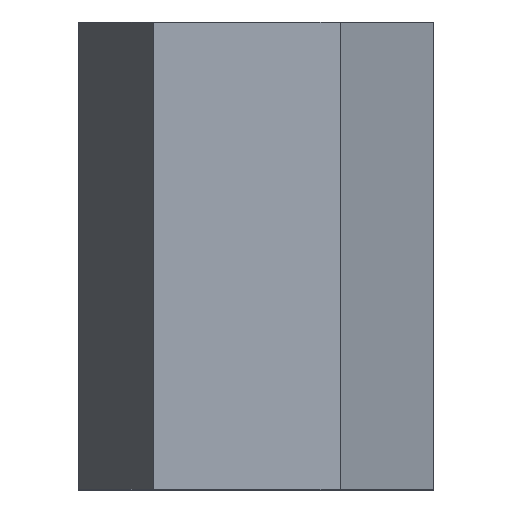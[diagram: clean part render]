
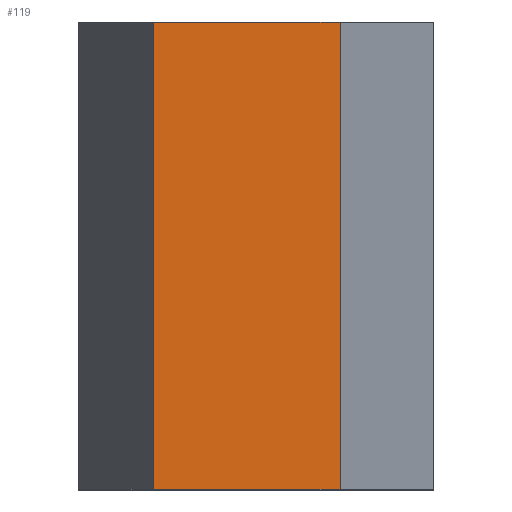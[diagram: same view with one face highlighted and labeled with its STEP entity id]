
A CAD part, top view. The second image highlights one B-rep face of the part: STEP entity #119.
In plain terms, the highlighted planar face has unit normal (0, 0, 1).
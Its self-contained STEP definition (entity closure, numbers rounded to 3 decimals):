
#94 = VERTEX_POINT('',#95);
#95 = CARTESIAN_POINT('',(2.5,-5.,10.));
#101 = EDGE_CURVE('',#102,#94,#104,.T.);
#102 = VERTEX_POINT('',#103);
#103 = CARTESIAN_POINT('',(2.5,5.,10.));
#104 = LINE('',#105,#106);
#105 = CARTESIAN_POINT('',(2.5,5.,10.));
#106 = VECTOR('',#107,1.);
#107 = DIRECTION('',(0.,-1.,0.));
#119 = ADVANCED_FACE('',(#120),#145,.F.);
#120 = FACE_BOUND('',#121,.F.);
#121 = EDGE_LOOP('',(#122,#123,#131,#139));
#122 = ORIENTED_EDGE('',*,*,#101,.T.);
#123 = ORIENTED_EDGE('',*,*,#124,.T.);
#124 = EDGE_CURVE('',#94,#125,#127,.T.);
#125 = VERTEX_POINT('',#126);
#126 = CARTESIAN_POINT('',(-1.5,-5.,10.));
#127 = LINE('',#128,#129);
#128 = CARTESIAN_POINT('',(2.5,-5.,10.));
#129 = VECTOR('',#130,1.);
#130 = DIRECTION('',(-1.,0.,0.));
#131 = ORIENTED_EDGE('',*,*,#132,.F.);
#132 = EDGE_CURVE('',#133,#125,#135,.T.);
#133 = VERTEX_POINT('',#134);
#134 = CARTESIAN_POINT('',(-1.5,5.,10.));
#135 = LINE('',#136,#137);
#136 = CARTESIAN_POINT('',(-1.5,5.,10.));
#137 = VECTOR('',#138,1.);
#138 = DIRECTION('',(0.,-1.,0.));
#139 = ORIENTED_EDGE('',*,*,#140,.F.);
#140 = EDGE_CURVE('',#102,#133,#141,.T.);
#141 = LINE('',#142,#143);
#142 = CARTESIAN_POINT('',(2.5,5.,10.));
#143 = VECTOR('',#144,1.);
#144 = DIRECTION('',(-1.,0.,0.));
#145 = PLANE('',#146);
#146 = AXIS2_PLACEMENT_3D('',#147,#148,#149);
#147 = CARTESIAN_POINT('',(2.5,5.,10.));
#148 = DIRECTION('',(0.,0.,-1.));
#149 = DIRECTION('',(-1.,0.,0.));
